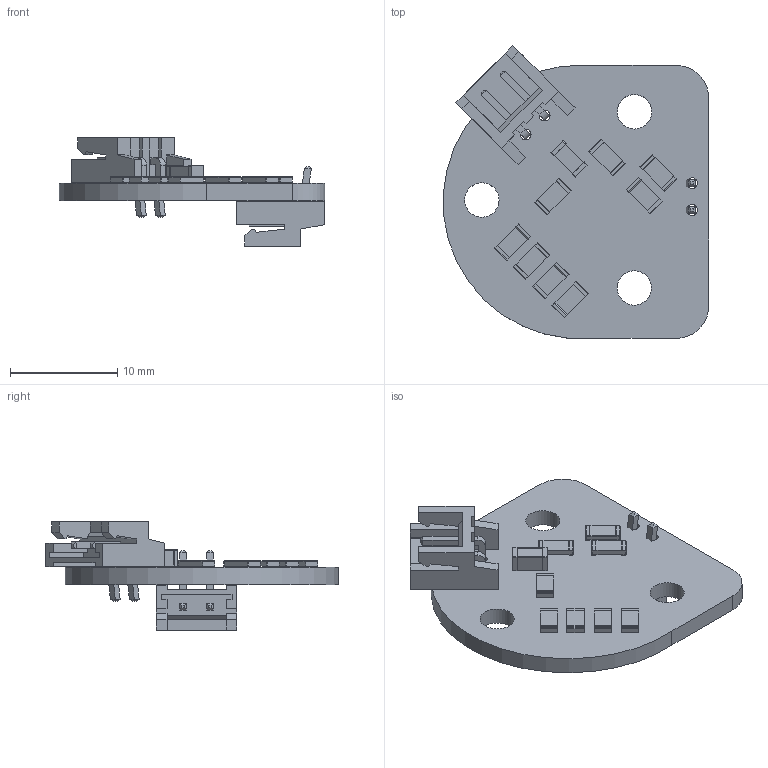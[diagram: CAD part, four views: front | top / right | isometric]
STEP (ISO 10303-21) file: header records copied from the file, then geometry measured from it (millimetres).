
FILE_DESCRIPTION(('KiCad electronic assembly'),'2;1');
FILE_NAME('lightboard.step','2024-11-15T14:27:14',('Pcbnew'),('Kicad'), 'Open CASCADE STEP processor 7.8','KiCad to STEP converter','Unknown' );
FILE_SCHEMA(('AUTOMOTIVE_DESIGN { 1 0 10303 214 1 1 1 1 }'));
Length unit declared in the file: millimetre
Products named in the file (8): lightboard 1; R_1206_3216Metric; JST_EH_S2B-EH_1x02_P2.50mm_Horizontal; JST_S2B_EH; C_1206_3216Metric; lightboard_PCB
Assembly tree (15 placements, depth 3):
  lightboard 1
    R_1206_3216Metric  x8
      R_1206_3216Metric
    JST_EH_S2B-EH_1x02_P2.50mm_Horizontal  x2
      JST_S2B_EH
    C_1206_3216Metric
      C_1206_3216Metric
    lightboard_PCB
Bounding box: 24.71 x 27.25 x 10.1 mm (x, y, z)
Volume: 1064.7 mm3; surface area: 2059.1 mm2
Topology: 12 solids, 12 shells, 447 faces, 1191 edges, 778 vertices
Faces by surface type: plane 353, cylinder 94
Full cylindrical faces by diameter (mm): 1 x4, 3.2 x3
Entity records: 6457 total; most frequent: CARTESIAN_POINT 924, ORIENTED_EDGE 894, DIRECTION 881, EDGE_CURVE 447, LINE 379, VECTOR 379, VERTEX_POINT 294, AXIS2_PLACEMENT_3D 251
